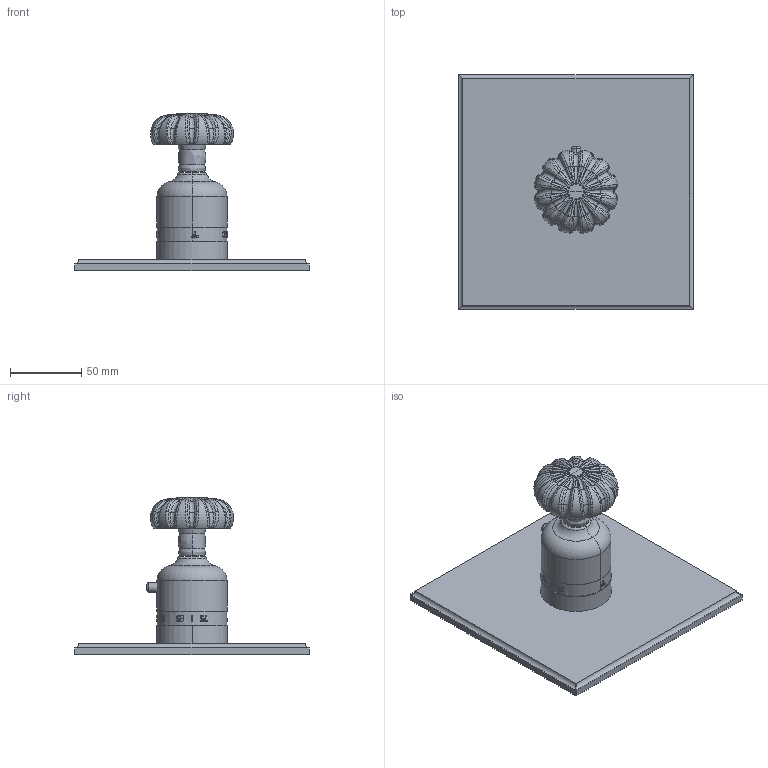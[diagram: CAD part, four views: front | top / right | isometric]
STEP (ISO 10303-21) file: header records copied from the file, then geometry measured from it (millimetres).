
FILE_DESCRIPTION((''),'2;1');
FILE_NAME('3-874TS','2020-12-04T13:53:04',('jinson.thomas'),(''),'CREO PARAMETRIC BY PTC INC, 2018400','CREO PARAMETRIC BY PTC INC, 2018400','');
FILE_SCHEMA(('CONFIG_CONTROL_DESIGN'));
Length unit declared in the file: inch
Products named in the file (1): 3-874TS
Bounding box: 165.1 x 165.1 x 110.65 mm (x, y, z)
Volume: 368744.4 mm3; surface area: 76134.4 mm2
Topology: 1 solids, 1 shells, 687 faces, 1756 edges, 1090 vertices
Faces by surface type: plane 332, bspline 284, cylinder 35, torus 32, sphere 4
Entity records: 36377 total; most frequent: CARTESIAN_POINT 22321, ORIENTED_EDGE 3504, DIRECTION 2032, EDGE_CURVE 1752, VERTEX_POINT 1090, B_SPLINE_CURVE_WITH_KNOTS 895, AXIS2_PLACEMENT_3D 772, EDGE_LOOP 710
